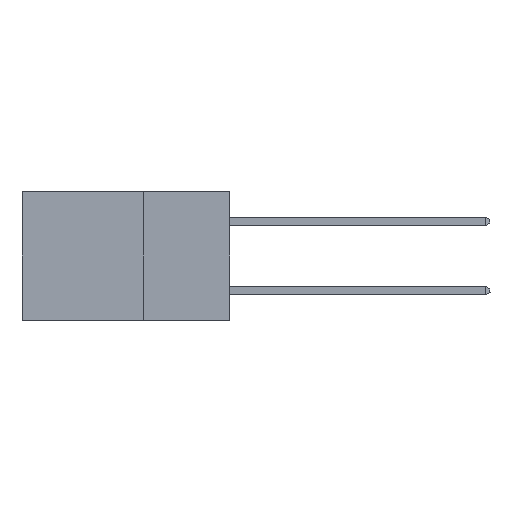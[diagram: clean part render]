
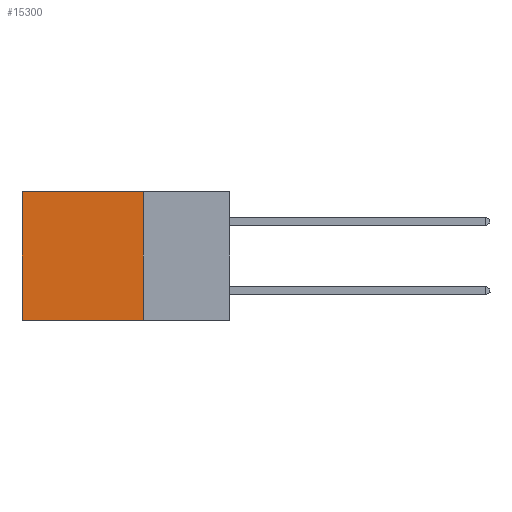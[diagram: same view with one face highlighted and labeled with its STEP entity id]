
A CAD part, left-side view. The second image highlights one B-rep face of the part: STEP entity #15300.
In plain terms, the highlighted planar face has unit normal (-1, 0, 0).
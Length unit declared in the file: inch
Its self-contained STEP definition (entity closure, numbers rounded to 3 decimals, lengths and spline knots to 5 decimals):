
#97 = EDGE_CURVE ( 'NONE', #17120, #24143, #9656, .T. ) ;
#409 = DIRECTION ( 'NONE',  ( 0., 0., -1. ) ) ;
#420 = VECTOR ( 'NONE', #19022, 39.37008 ) ;
#722 = CARTESIAN_POINT ( 'NONE',  ( 0.298, 0.6, 0. ) ) ;
#751 = DIRECTION ( 'NONE',  ( 0., 0., -1. ) ) ;
#1172 = CARTESIAN_POINT ( 'NONE',  ( 0.298, 0.25, -0.37 ) ) ;
#1951 = VERTEX_POINT ( 'NONE', #9423 ) ;
#6136 = ORIENTED_EDGE ( 'NONE', *, *, #97, .T. ) ;
#6557 = CARTESIAN_POINT ( 'NONE',  ( 0.298, 0.6, -0.37 ) ) ;
#6855 = ORIENTED_EDGE ( 'NONE', *, *, #24330, .F. ) ;
#8442 = EDGE_CURVE ( 'NONE', #16237, #17120, #12114, .T. ) ;
#9406 = LINE ( 'NONE', #23460, #18983 ) ;
#9423 = CARTESIAN_POINT ( 'NONE',  ( 0.298, 0.25, -0.37 ) ) ;
#9656 = LINE ( 'NONE', #722, #14820 ) ;
#10001 = EDGE_LOOP ( 'NONE', ( #6136, #6855, #22797, #18327 ) ) ;
#10615 = DIRECTION ( 'NONE',  ( 1., 0., 0. ) ) ;
#12114 = LINE ( 'NONE', #24595, #420 ) ;
#13551 = CARTESIAN_POINT ( 'NONE',  ( 0.298, 0.25, 0. ) ) ;
#14820 = VECTOR ( 'NONE', #751, 39.37008 ) ;
#15300 = ADVANCED_FACE ( 'NONE', ( #23903 ), #18249, .F. ) ;
#15460 = LINE ( 'NONE', #1172, #24738 ) ;
#16237 = VERTEX_POINT ( 'NONE', #13551 ) ;
#17120 = VERTEX_POINT ( 'NONE', #21656 ) ;
#18249 = PLANE ( 'NONE',  #21914 ) ;
#18327 = ORIENTED_EDGE ( 'NONE', *, *, #8442, .T. ) ;
#18983 = VECTOR ( 'NONE', #409, 39.37008 ) ;
#19022 = DIRECTION ( 'NONE',  ( 0., 1., 0. ) ) ;
#19308 = EDGE_CURVE ( 'NONE', #16237, #1951, #9406, .T. ) ;
#20085 = CARTESIAN_POINT ( 'NONE',  ( 0.298, 0.25, 0. ) ) ;
#21656 = CARTESIAN_POINT ( 'NONE',  ( 0.298, 0.6, 0. ) ) ;
#21914 = AXIS2_PLACEMENT_3D ( 'NONE', #20085, #10615, #23825 ) ;
#22301 = DIRECTION ( 'NONE',  ( 0., 1., 0. ) ) ;
#22797 = ORIENTED_EDGE ( 'NONE', *, *, #19308, .F. ) ;
#23460 = CARTESIAN_POINT ( 'NONE',  ( 0.298, 0.25, 0. ) ) ;
#23825 = DIRECTION ( 'NONE',  ( 0., 0., -1. ) ) ;
#23903 = FACE_OUTER_BOUND ( 'NONE', #10001, .T. ) ;
#24143 = VERTEX_POINT ( 'NONE', #6557 ) ;
#24330 = EDGE_CURVE ( 'NONE', #1951, #24143, #15460, .T. ) ;
#24595 = CARTESIAN_POINT ( 'NONE',  ( 0.298, 0.25, 0. ) ) ;
#24738 = VECTOR ( 'NONE', #22301, 39.37008 ) ;
